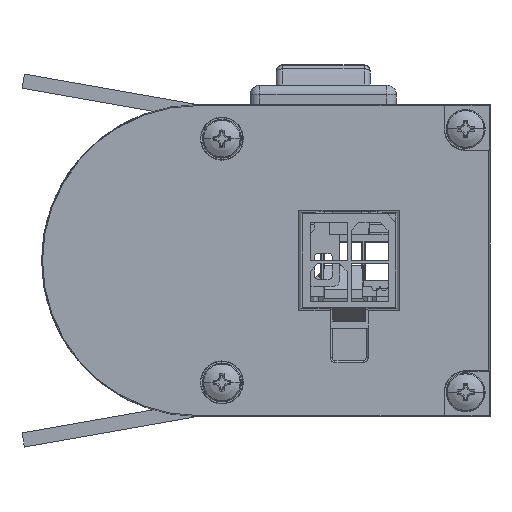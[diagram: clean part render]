
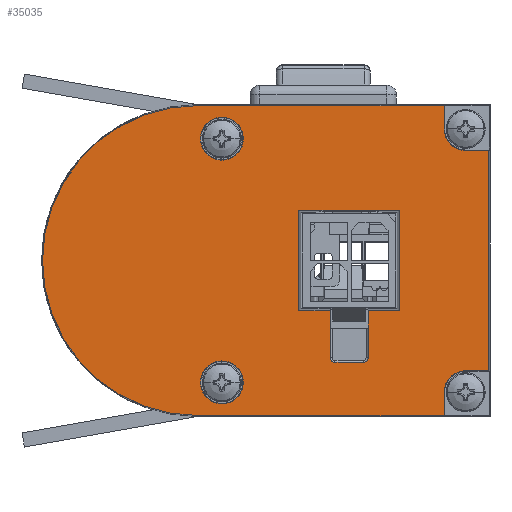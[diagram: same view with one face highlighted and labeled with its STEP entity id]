
A CAD part, left-side view. The second image highlights one B-rep face of the part: STEP entity #35035.
In plain terms, the highlighted face is planar.
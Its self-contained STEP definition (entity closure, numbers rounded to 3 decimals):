
#32490=CARTESIAN_POINT('',(12.5,-2.5,0.));
#32491=DIRECTION('',(0.,0.,1.));
#32492=DIRECTION('',(1.,0.,0.));
#32493=AXIS2_PLACEMENT_3D('',#32490,#32491,#32492);
#32495=CARTESIAN_POINT('',(12.5,-2.5,0.));
#32496=DIRECTION('',(0.,0.,1.));
#32497=DIRECTION('',(-1.,0.,0.));
#32498=AXIS2_PLACEMENT_3D('',#32495,#32496,#32497);
#32500=CARTESIAN_POINT('',(-12.5,-2.5,0.));
#32501=DIRECTION('',(0.,0.,1.));
#32502=DIRECTION('',(1.,0.,0.));
#32503=AXIS2_PLACEMENT_3D('',#32500,#32501,#32502);
#32505=CARTESIAN_POINT('',(-12.5,-2.5,0.));
#32506=DIRECTION('',(0.,0.,1.));
#32507=DIRECTION('',(-1.,0.,0.));
#32508=AXIS2_PLACEMENT_3D('',#32505,#32506,#32507);
#32510=DIRECTION('',(0.,1.,0.));
#32511=VECTOR('',#32510,3.2);
#32512=CARTESIAN_POINT('',(-5.15,-20.7,0.));
#32513=LINE('',#32512,#32511);
#32514=DIRECTION('',(-1.,0.,0.));
#32515=VECTOR('',#32514,10.3);
#32516=CARTESIAN_POINT('',(5.15,-20.7,0.));
#32517=LINE('',#32516,#32515);
#32518=DIRECTION('',(0.,-1.,0.));
#32519=VECTOR('',#32518,10.3);
#32520=CARTESIAN_POINT('',(5.15,-10.4,0.));
#32521=LINE('',#32520,#32519);
#32522=DIRECTION('',(1.,0.,0.));
#32523=VECTOR('',#32522,10.3);
#32524=CARTESIAN_POINT('',(-5.15,-10.4,0.));
#32525=LINE('',#32524,#32523);
#32526=DIRECTION('',(0.,1.,0.));
#32527=VECTOR('',#32526,3.2);
#32528=CARTESIAN_POINT('',(-5.15,-13.6,0.));
#32529=LINE('',#32528,#32527);
#32530=DIRECTION('',(-1.,0.,0.));
#32531=VECTOR('',#32530,4.8);
#32532=CARTESIAN_POINT('',(-5.15,-13.6,0.));
#32533=LINE('',#32532,#32531);
#32534=CARTESIAN_POINT('',(-9.95,-14.1,0.));
#32535=DIRECTION('',(0.,0.,1.));
#32536=DIRECTION('',(0.,1.,0.));
#32537=AXIS2_PLACEMENT_3D('',#32534,#32535,#32536);
#32539=DIRECTION('',(0.,-1.,0.));
#32540=VECTOR('',#32539,2.9);
#32541=CARTESIAN_POINT('',(-10.45,-14.1,0.));
#32542=LINE('',#32541,#32540);
#32543=CARTESIAN_POINT('',(-9.95,-17.,0.));
#32544=DIRECTION('',(0.,0.,1.));
#32545=DIRECTION('',(-1.,0.,0.));
#32546=AXIS2_PLACEMENT_3D('',#32543,#32544,#32545);
#32548=DIRECTION('',(1.,0.,0.));
#32549=VECTOR('',#32548,4.8);
#32550=CARTESIAN_POINT('',(-9.95,-17.5,0.));
#32551=LINE('',#32550,#32549);
#32552=CARTESIAN_POINT('',(0.,0.,0.));
#32553=DIRECTION('',(0.,0.,1.));
#32554=DIRECTION('',(1.,0.,0.));
#32555=AXIS2_PLACEMENT_3D('',#32552,#32553,#32554);
#32557=DIRECTION('',(0.,1.,0.));
#32558=VECTOR('',#32557,25.3);
#32559=CARTESIAN_POINT('',(15.895,-25.3,0.));
#32560=LINE('',#32559,#32558);
#32561=DIRECTION('',(-1.,0.,0.));
#32562=VECTOR('',#32561,2.395);
#32563=CARTESIAN_POINT('',(15.895,-25.3,0.));
#32564=LINE('',#32563,#32562);
#32565=CARTESIAN_POINT('',(13.5,-27.5,0.));
#32566=DIRECTION('',(0.,0.,1.));
#32567=DIRECTION('',(0.,1.,0.));
#32568=AXIS2_PLACEMENT_3D('',#32565,#32566,#32567);
#32570=DIRECTION('',(0.,1.,0.));
#32571=VECTOR('',#32570,2.395);
#32572=CARTESIAN_POINT('',(11.3,-29.895,0.));
#32573=LINE('',#32572,#32571);
#32574=DIRECTION('',(1.,0.,0.));
#32575=VECTOR('',#32574,22.6);
#32576=CARTESIAN_POINT('',(-11.3,-29.895,0.));
#32577=LINE('',#32576,#32575);
#32578=DIRECTION('',(0.,1.,0.));
#32579=VECTOR('',#32578,2.395);
#32580=CARTESIAN_POINT('',(-11.3,-29.895,0.));
#32581=LINE('',#32580,#32579);
#32582=CARTESIAN_POINT('',(-13.5,-27.5,0.));
#32583=DIRECTION('',(0.,0.,1.));
#32584=DIRECTION('',(1.,0.,0.));
#32585=AXIS2_PLACEMENT_3D('',#32582,#32583,#32584);
#32587=DIRECTION('',(1.,0.,0.));
#32588=VECTOR('',#32587,2.395);
#32589=CARTESIAN_POINT('',(-15.895,-25.3,0.));
#32590=LINE('',#32589,#32588);
#32591=DIRECTION('',(0.,1.,0.));
#32592=VECTOR('',#32591,25.3);
#32593=CARTESIAN_POINT('',(-15.895,-25.3,0.));
#32594=LINE('',#32593,#32592);
#34540=CARTESIAN_POINT('',(14.7,-2.5,0.));
#34541=CARTESIAN_POINT('',(10.3,-2.5,0.));
#34542=VERTEX_POINT('',#34540);
#34543=VERTEX_POINT('',#34541);
#34544=CARTESIAN_POINT('',(-10.3,-2.5,0.));
#34545=CARTESIAN_POINT('',(-14.7,-2.5,0.));
#34546=VERTEX_POINT('',#34544);
#34547=VERTEX_POINT('',#34545);
#34672=CARTESIAN_POINT('',(15.895,0.,0.));
#34674=VERTEX_POINT('',#34672);
#34676=CARTESIAN_POINT('',(-15.895,0.,0.));
#34678=VERTEX_POINT('',#34676);
#34683=CARTESIAN_POINT('',(-10.45,-14.1,0.));
#34684=CARTESIAN_POINT('',(-10.45,-17.,0.));
#34685=VERTEX_POINT('',#34683);
#34686=VERTEX_POINT('',#34684);
#34687=CARTESIAN_POINT('',(-9.95,-13.6,0.));
#34688=VERTEX_POINT('',#34687);
#34689=CARTESIAN_POINT('',(-9.95,-17.5,0.));
#34690=VERTEX_POINT('',#34689);
#34732=CARTESIAN_POINT('',(-5.15,-13.6,0.));
#34733=VERTEX_POINT('',#34732);
#34734=CARTESIAN_POINT('',(-5.15,-17.5,0.));
#34735=VERTEX_POINT('',#34734);
#34745=CARTESIAN_POINT('',(5.15,-20.7,0.));
#34747=VERTEX_POINT('',#34745);
#34749=CARTESIAN_POINT('',(-5.15,-20.7,0.));
#34751=VERTEX_POINT('',#34749);
#34752=CARTESIAN_POINT('',(5.15,-10.4,0.));
#34754=VERTEX_POINT('',#34752);
#34757=CARTESIAN_POINT('',(-5.15,-10.4,0.));
#34759=VERTEX_POINT('',#34757);
#34837=CARTESIAN_POINT('',(13.5,-25.3,0.));
#34838=CARTESIAN_POINT('',(11.3,-27.5,0.));
#34839=VERTEX_POINT('',#34837);
#34840=VERTEX_POINT('',#34838);
#34841=CARTESIAN_POINT('',(-11.3,-27.5,0.));
#34842=CARTESIAN_POINT('',(-13.5,-25.3,0.));
#34843=VERTEX_POINT('',#34841);
#34844=VERTEX_POINT('',#34842);
#34845=CARTESIAN_POINT('',(15.895,-25.3,0.));
#34846=VERTEX_POINT('',#34845);
#34847=CARTESIAN_POINT('',(11.3,-29.895,0.));
#34848=VERTEX_POINT('',#34847);
#34849=CARTESIAN_POINT('',(-11.3,-29.895,0.));
#34850=VERTEX_POINT('',#34849);
#34851=CARTESIAN_POINT('',(-15.895,-25.3,0.));
#34852=VERTEX_POINT('',#34851);
#34974=CARTESIAN_POINT('',(0.,0.,0.));
#34975=DIRECTION('',(0.,0.,1.));
#34976=DIRECTION('',(1.,0.,0.));
#34977=AXIS2_PLACEMENT_3D('',#34974,#34975,#34976);
#34978=PLANE('',#34977);
#34980=ORIENTED_EDGE('',*,*,#34979,.F.);
#34982=ORIENTED_EDGE('',*,*,#34981,.F.);
#34984=ORIENTED_EDGE('',*,*,#34983,.T.);
#34986=ORIENTED_EDGE('',*,*,#34985,.T.);
#34988=ORIENTED_EDGE('',*,*,#34987,.F.);
#34990=ORIENTED_EDGE('',*,*,#34989,.F.);
#34992=ORIENTED_EDGE('',*,*,#34991,.T.);
#34994=ORIENTED_EDGE('',*,*,#34993,.T.);
#34996=ORIENTED_EDGE('',*,*,#34995,.F.);
#34998=ORIENTED_EDGE('',*,*,#34997,.T.);
#34999=EDGE_LOOP('',(#34980,#34982,#34984,#34986,#34988,#34990,#34992,#34994,
#34996,#34998));
#35000=FACE_OUTER_BOUND('',#34999,.F.);
#35002=ORIENTED_EDGE('',*,*,#35001,.T.);
#35004=ORIENTED_EDGE('',*,*,#35003,.T.);
#35005=EDGE_LOOP('',(#35002,#35004));
#35006=FACE_BOUND('',#35005,.F.);
#35008=ORIENTED_EDGE('',*,*,#35007,.F.);
#35010=ORIENTED_EDGE('',*,*,#35009,.F.);
#35012=ORIENTED_EDGE('',*,*,#35011,.F.);
#35014=ORIENTED_EDGE('',*,*,#35013,.F.);
#35016=ORIENTED_EDGE('',*,*,#35015,.F.);
#35018=ORIENTED_EDGE('',*,*,#35017,.T.);
#35020=ORIENTED_EDGE('',*,*,#35019,.T.);
#35022=ORIENTED_EDGE('',*,*,#35021,.T.);
#35024=ORIENTED_EDGE('',*,*,#35023,.T.);
#35026=ORIENTED_EDGE('',*,*,#35025,.T.);
#35027=EDGE_LOOP('',(#35008,#35010,#35012,#35014,#35016,#35018,#35020,#35022,
#35024,#35026));
#35028=FACE_BOUND('',#35027,.F.);
#35030=ORIENTED_EDGE('',*,*,#35029,.T.);
#35032=ORIENTED_EDGE('',*,*,#35031,.T.);
#35033=EDGE_LOOP('',(#35030,#35032));
#35034=FACE_BOUND('',#35033,.F.);
#35035=ADVANCED_FACE('',(#35000,#35006,#35028,#35034),#34978,.T.);
#32494=CIRCLE('',#32493,2.2);
#32499=CIRCLE('',#32498,2.2);
#32504=CIRCLE('',#32503,2.2);
#32509=CIRCLE('',#32508,2.2);
#32538=CIRCLE('',#32537,0.5);
#32547=CIRCLE('',#32546,0.5);
#32556=CIRCLE('',#32555,15.895);
#32569=CIRCLE('',#32568,2.2);
#32586=CIRCLE('',#32585,2.2);
#34979=EDGE_CURVE('',#34674,#34678,#32556,.T.);
#34981=EDGE_CURVE('',#34846,#34674,#32560,.T.);
#34983=EDGE_CURVE('',#34846,#34839,#32564,.T.);
#34985=EDGE_CURVE('',#34839,#34840,#32569,.T.);
#34987=EDGE_CURVE('',#34848,#34840,#32573,.T.);
#34989=EDGE_CURVE('',#34850,#34848,#32577,.T.);
#34991=EDGE_CURVE('',#34850,#34843,#32581,.T.);
#34993=EDGE_CURVE('',#34843,#34844,#32586,.T.);
#34995=EDGE_CURVE('',#34852,#34844,#32590,.T.);
#34997=EDGE_CURVE('',#34852,#34678,#32594,.T.);
#35001=EDGE_CURVE('',#34546,#34547,#32504,.T.);
#35003=EDGE_CURVE('',#34547,#34546,#32509,.T.);
#35007=EDGE_CURVE('',#34751,#34735,#32513,.T.);
#35009=EDGE_CURVE('',#34747,#34751,#32517,.T.);
#35011=EDGE_CURVE('',#34754,#34747,#32521,.T.);
#35013=EDGE_CURVE('',#34759,#34754,#32525,.T.);
#35015=EDGE_CURVE('',#34733,#34759,#32529,.T.);
#35017=EDGE_CURVE('',#34733,#34688,#32533,.T.);
#35019=EDGE_CURVE('',#34688,#34685,#32538,.T.);
#35021=EDGE_CURVE('',#34685,#34686,#32542,.T.);
#35023=EDGE_CURVE('',#34686,#34690,#32547,.T.);
#35025=EDGE_CURVE('',#34690,#34735,#32551,.T.);
#35029=EDGE_CURVE('',#34542,#34543,#32494,.T.);
#35031=EDGE_CURVE('',#34543,#34542,#32499,.T.);
